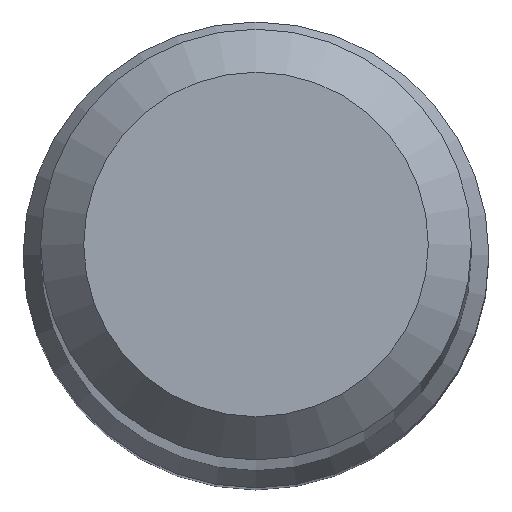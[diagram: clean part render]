
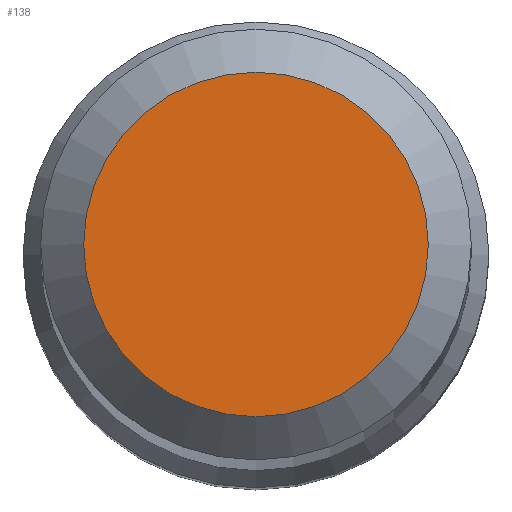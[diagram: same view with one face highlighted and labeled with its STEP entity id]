
A CAD part, top view. The second image highlights one B-rep face of the part: STEP entity #138.
In plain terms, the highlighted planar face has unit normal (0, 0, 1).
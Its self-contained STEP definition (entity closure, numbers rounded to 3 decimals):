
#5 = DIRECTION ( 'NONE',  ( 0., 0., -1. ) ) ;
#43 = ORIENTED_EDGE ( 'NONE', *, *, #231, .F. ) ;
#60 = EDGE_LOOP ( 'NONE', ( #43 ) ) ;
#61 = CIRCLE ( 'NONE', #136, 2.4 ) ;
#66 = CARTESIAN_POINT ( 'NONE',  ( 0., 2.4, 101. ) ) ;
#71 = PLANE ( 'NONE',  #99 ) ;
#75 = DIRECTION ( 'NONE',  ( 0., 1., 0. ) ) ;
#99 = AXIS2_PLACEMENT_3D ( 'NONE', #169, #173, #155 ) ;
#136 = AXIS2_PLACEMENT_3D ( 'NONE', #171, #5, #75 ) ;
#138 = ADVANCED_FACE ( 'NONE', ( #197 ), #71, .T. ) ;
#155 = DIRECTION ( 'NONE',  ( 0., -1., 0. ) ) ;
#169 = CARTESIAN_POINT ( 'NONE',  ( 0., 0., 101. ) ) ;
#171 = CARTESIAN_POINT ( 'NONE',  ( 0., 0., 101. ) ) ;
#173 = DIRECTION ( 'NONE',  ( 0., 0., 1. ) ) ;
#175 = VERTEX_POINT ( 'NONE', #66 ) ;
#197 = FACE_OUTER_BOUND ( 'NONE', #60, .T. ) ;
#231 = EDGE_CURVE ( 'NONE', #175, #175, #61, .T. ) ;
